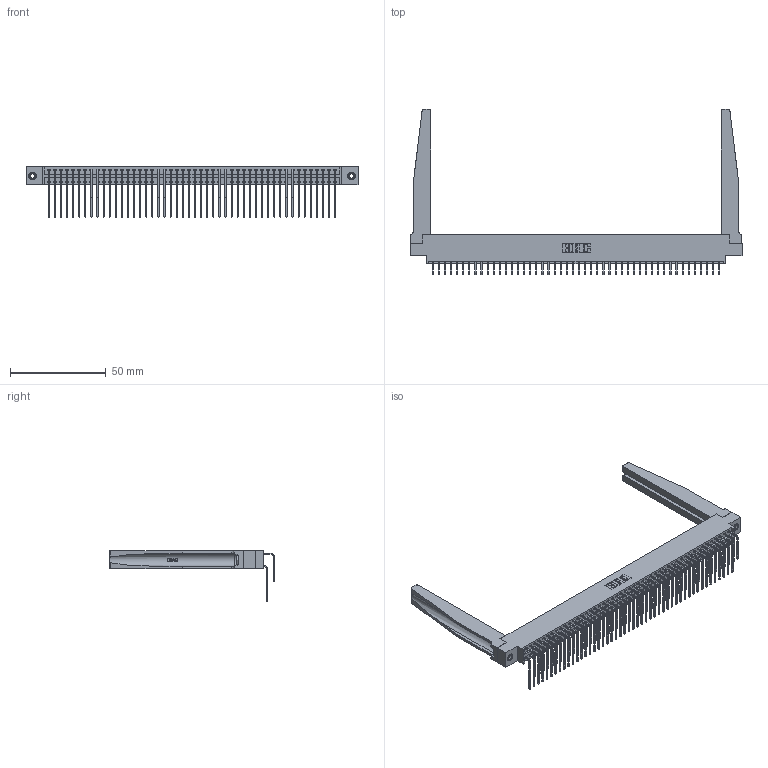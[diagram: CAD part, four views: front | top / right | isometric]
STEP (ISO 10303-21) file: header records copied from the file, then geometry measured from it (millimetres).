
FILE_DESCRIPTION (( 'STEP AP203' ), '1' );
FILE_NAME ('346-096-559-878.STEP', '2022-05-26T17:17:57', ( '' ), ( '' ), 'SwSTEP 2.0', 'SolidWorks 2020', '' );
FILE_SCHEMA (( 'CONFIG_CONTROL_DESIGN' ));
Length unit declared in the file: inch
Products named in the file (6): 345-292-001_558 559 Tail - 1; 346-220-078_345-220-078; 345-250-001_345-250-001-102; 346 Part_0.170 Offset - 0.156 Dia-TH; 345-292-001_559 Tail - 2; 346-096-559-878
Assembly tree (101 placements, depth 2):
  346-096-559-878
    346 Part_0.170 Offset - 0.156 Dia-TH
    345-292-001_558 559 Tail - 1  x48
    345-292-001_559 Tail - 2  x48
    346-220-078_345-220-078  x2
    345-250-001_345-250-001-102  x2
Bounding box: 172.97 x 86.17 x 26.16 mm (x, y, z)
Volume: 24203.7 mm3; surface area: 33275.6 mm2
Topology: 101 solids, 101 shells, 5558 faces, 16441 edges, 10822 vertices
Faces by surface type: plane 3788, cylinder 1718, bspline 36, cone 12, torus 4
Entity records: 37598 total; most frequent: CARTESIAN_POINT 7184, ORIENTED_EDGE 5954, DIRECTION 5339, EDGE_CURVE 2977, VECTOR 2519, LINE 2519, VERTEX_POINT 1976, AXIS2_PLACEMENT_3D 1410
